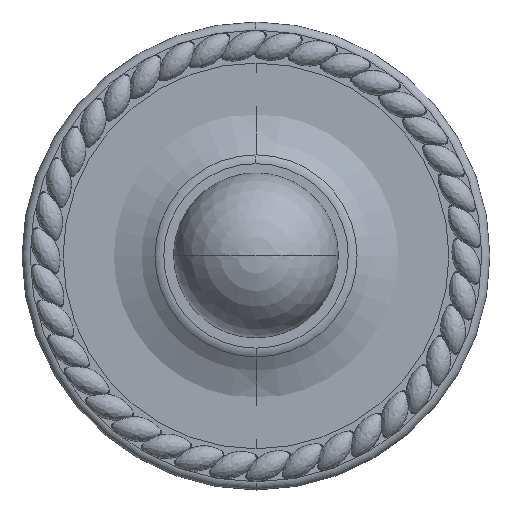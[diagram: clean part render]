
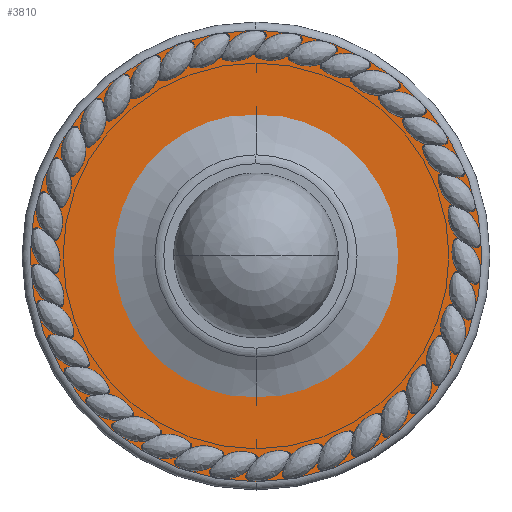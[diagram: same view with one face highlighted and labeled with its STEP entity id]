
A CAD part, top view. The second image highlights one B-rep face of the part: STEP entity #3810.
In plain terms, the highlighted planar face has unit normal (0, 0, 1).
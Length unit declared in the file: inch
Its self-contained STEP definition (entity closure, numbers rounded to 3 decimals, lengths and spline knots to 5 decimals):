
#592=CARTESIAN_POINT('',(0.,-21.5,0.368));
#593=DIRECTION('',(0.,0.,-1.));
#594=DIRECTION('',(0.,-1.,0.));
#595=AXIS2_PLACEMENT_3D('',#592,#593,#594);
#597=CARTESIAN_POINT('',(0.,-21.5,0.368));
#598=DIRECTION('',(0.,0.,-1.));
#599=DIRECTION('',(0.,1.,0.));
#600=AXIS2_PLACEMENT_3D('',#597,#598,#599);
#3767=CARTESIAN_POINT('',(0.,-22.75,0.368));
#3768=CARTESIAN_POINT('',(0.,-20.25,0.368));
#3769=VERTEX_POINT('',#3767);
#3770=VERTEX_POINT('',#3768);
#3799=CARTESIAN_POINT('',(0.,-21.5,0.368));
#3800=DIRECTION('',(0.,0.,-1.));
#3801=DIRECTION('',(0.,1.,0.));
#3802=AXIS2_PLACEMENT_3D('',#3799,#3800,#3801);
#3803=PLANE('',#3802);
#3805=ORIENTED_EDGE('',*,*,#3804,.T.);
#3807=ORIENTED_EDGE('',*,*,#3806,.T.);
#3808=EDGE_LOOP('',(#3805,#3807));
#3809=FACE_OUTER_BOUND('',#3808,.F.);
#3810=ADVANCED_FACE('',(#3809),#3803,.F.);
#596=CIRCLE('',#595,1.25);
#601=CIRCLE('',#600,1.25);
#3804=EDGE_CURVE('',#3769,#3770,#596,.T.);
#3806=EDGE_CURVE('',#3770,#3769,#601,.T.);
